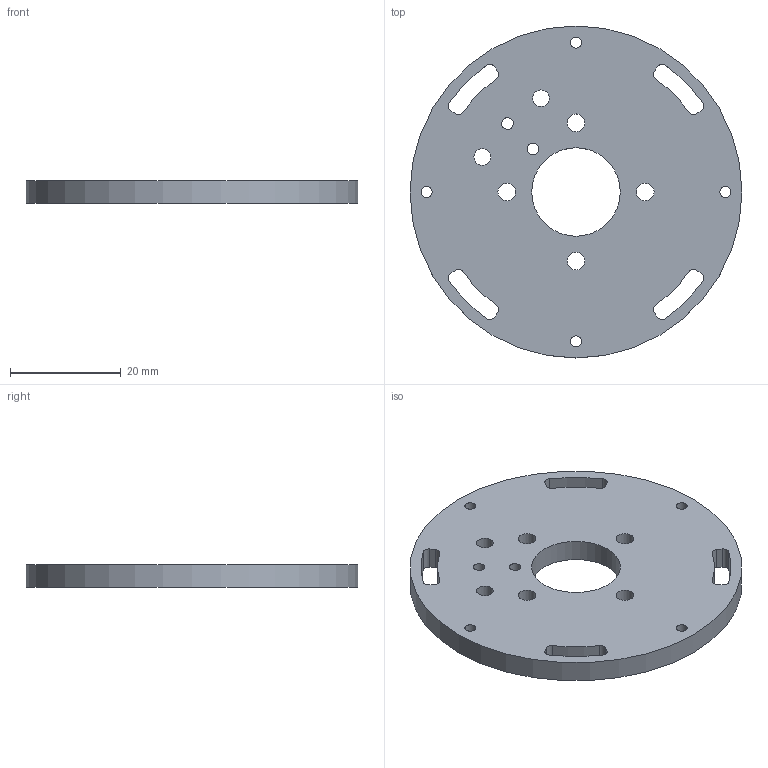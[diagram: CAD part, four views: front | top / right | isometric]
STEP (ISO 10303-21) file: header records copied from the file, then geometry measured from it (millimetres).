
FILE_DESCRIPTION(/* description */ (''),/* implementation_level */ '2;1');
FILE_NAME(/* name */ '电机定子座.stp',/* time_stamp */ '2021-03-03T20:16:18+08:00',/* author */ (''),/* organization */ (''),/* preprocessor_version */ 'ST-DEVELOPER v16',/* originating_system */ 'SIEMENS PLM Software NX 10.0',/* authorisation */ '');
FILE_SCHEMA (('CONFIG_CONTROL_DESIGN'));
Length unit declared in the file: millimetre
Products named in the file (1): 电机定子座
Bounding box: 60 x 60 x 4 mm (x, y, z)
Volume: 9723.2 mm3; surface area: 6630 mm2
Topology: 1 solids, 1 shells, 48 faces, 139 edges, 93 vertices
Faces by surface type: cylinder 38, plane 10
Full cylindrical faces by diameter (mm): 2 x4, 2.1 x2, 3 x2, 3.2 x4, 16 x1, 60 x1
Entity records: 1700 total; most frequent: DIRECTION 298, CARTESIAN_POINT 265, ORIENTED_EDGE 248, AXIS2_PLACEMENT_3D 125, EDGE_CURVE 124, EDGE_LOOP 96, VERTEX_POINT 92, CIRCLE 76
